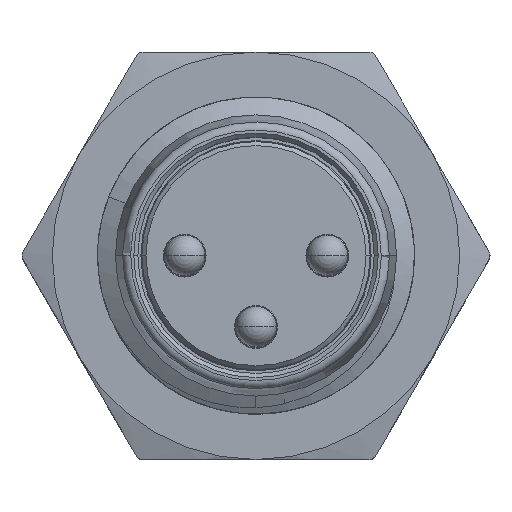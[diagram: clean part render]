
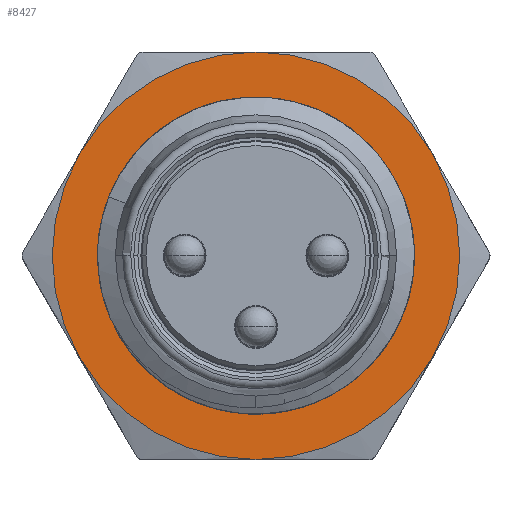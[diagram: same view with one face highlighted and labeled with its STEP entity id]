
A CAD part, top view. The second image highlights one B-rep face of the part: STEP entity #8427.
In plain terms, the highlighted planar face has unit normal (0, 0, 1).
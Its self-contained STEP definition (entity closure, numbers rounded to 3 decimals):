
#58=CARTESIAN_POINT('',(0.,0.,2.));
#59=DIRECTION('',(0.,0.,1.));
#60=DIRECTION('',(-0.866,0.5,0.));
#61=AXIS2_PLACEMENT_3D('',#58,#59,#60);
#72=CARTESIAN_POINT('',(0.,0.,2.));
#73=DIRECTION('',(0.,0.,1.));
#74=DIRECTION('',(0.,1.,0.));
#75=AXIS2_PLACEMENT_3D('',#72,#73,#74);
#77=CARTESIAN_POINT('',(0.,0.,2.));
#78=DIRECTION('',(0.,0.,1.));
#79=DIRECTION('',(0.866,0.5,0.));
#80=AXIS2_PLACEMENT_3D('',#77,#78,#79);
#82=CARTESIAN_POINT('',(0.,0.,2.));
#83=DIRECTION('',(0.,0.,1.));
#84=DIRECTION('',(0.,-1.,0.));
#85=AXIS2_PLACEMENT_3D('',#82,#83,#84);
#87=CARTESIAN_POINT('',(0.,0.,2.));
#88=DIRECTION('',(0.,0.,1.));
#89=DIRECTION('',(-0.866,-0.5,0.));
#90=AXIS2_PLACEMENT_3D('',#87,#88,#89);
#92=CARTESIAN_POINT('',(0.,0.,2.));
#93=DIRECTION('',(0.,0.,1.));
#94=DIRECTION('',(0.,1.,0.));
#95=AXIS2_PLACEMENT_3D('',#92,#93,#94);
#97=CARTESIAN_POINT('',(0.,0.,2.));
#98=DIRECTION('',(0.,0.,1.));
#99=DIRECTION('',(0.,-1.,0.));
#100=AXIS2_PLACEMENT_3D('',#97,#98,#99);
#264=CARTESIAN_POINT('',(0.,0.,2.));
#265=DIRECTION('',(0.,0.,1.));
#266=DIRECTION('',(0.866,-0.5,0.));
#267=AXIS2_PLACEMENT_3D('',#264,#265,#266);
#7918=CARTESIAN_POINT('',(0.,3.35,2.));
#7919=CARTESIAN_POINT('',(0.,-3.35,2.));
#7920=VERTEX_POINT('',#7918);
#7921=VERTEX_POINT('',#7919);
#7930=CARTESIAN_POINT('',(-4.33,-2.5,2.));
#7931=CARTESIAN_POINT('',(0.,-5.,2.));
#7932=VERTEX_POINT('',#7930);
#7933=VERTEX_POINT('',#7931);
#7934=CARTESIAN_POINT('',(4.33,-2.5,2.));
#7935=VERTEX_POINT('',#7934);
#7936=CARTESIAN_POINT('',(4.33,2.5,2.));
#7937=CARTESIAN_POINT('',(0.,5.,2.));
#7938=VERTEX_POINT('',#7936);
#7939=VERTEX_POINT('',#7937);
#7940=CARTESIAN_POINT('',(-4.33,2.5,2.));
#7941=VERTEX_POINT('',#7940);
#8403=CARTESIAN_POINT('',(0.,0.,2.));
#8404=DIRECTION('',(0.,0.,1.));
#8405=DIRECTION('',(1.,0.,0.));
#8406=AXIS2_PLACEMENT_3D('',#8403,#8404,#8405);
#8407=PLANE('',#8406);
#8408=ORIENTED_EDGE('',*,*,#8393,.F.);
#8410=ORIENTED_EDGE('',*,*,#8409,.F.);
#8412=ORIENTED_EDGE('',*,*,#8411,.F.);
#8414=ORIENTED_EDGE('',*,*,#8413,.F.);
#8416=ORIENTED_EDGE('',*,*,#8415,.F.);
#8418=ORIENTED_EDGE('',*,*,#8417,.F.);
#8419=EDGE_LOOP('',(#8408,#8410,#8412,#8414,#8416,#8418));
#8420=FACE_OUTER_BOUND('',#8419,.F.);
#8422=ORIENTED_EDGE('',*,*,#8421,.T.);
#8424=ORIENTED_EDGE('',*,*,#8423,.T.);
#8425=EDGE_LOOP('',(#8422,#8424));
#8426=FACE_BOUND('',#8425,.F.);
#62=CIRCLE('',#61,5.);
#76=CIRCLE('',#75,5.);
#81=CIRCLE('',#80,5.);
#86=CIRCLE('',#85,5.);
#91=CIRCLE('',#90,5.);
#96=CIRCLE('',#95,3.35);
#101=CIRCLE('',#100,3.35);
#268=CIRCLE('',#267,5.);
#8393=EDGE_CURVE('',#7941,#7932,#62,.T.);
#8409=EDGE_CURVE('',#7939,#7941,#76,.T.);
#8411=EDGE_CURVE('',#7938,#7939,#81,.T.);
#8413=EDGE_CURVE('',#7935,#7938,#268,.T.);
#8415=EDGE_CURVE('',#7933,#7935,#86,.T.);
#8417=EDGE_CURVE('',#7932,#7933,#91,.T.);
#8421=EDGE_CURVE('',#7920,#7921,#96,.T.);
#8423=EDGE_CURVE('',#7921,#7920,#101,.T.);
#8427=ADVANCED_FACE('',(#8420,#8426),#8407,.T.);
